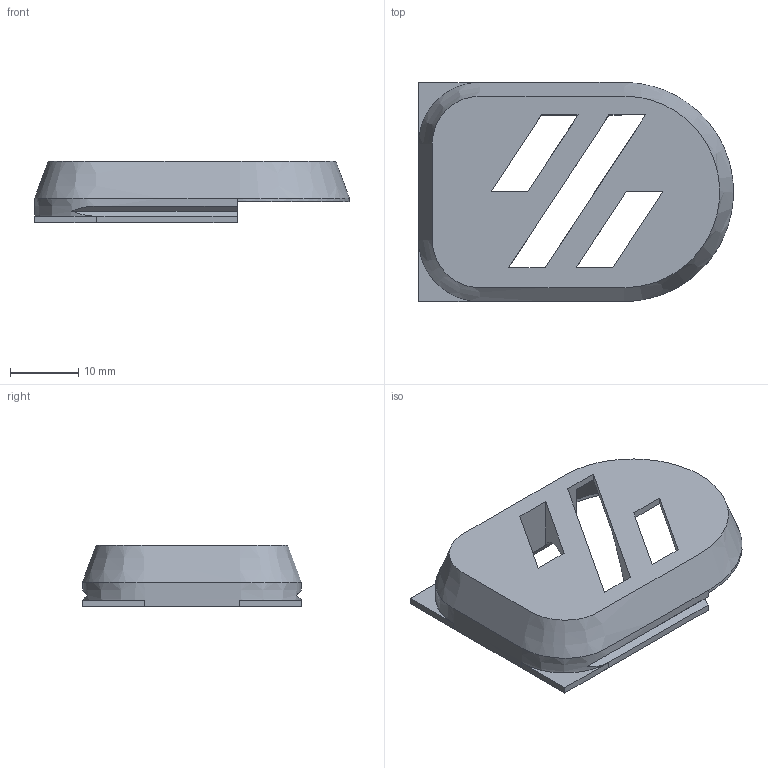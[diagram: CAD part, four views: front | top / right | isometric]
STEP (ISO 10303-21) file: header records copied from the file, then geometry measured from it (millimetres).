
FILE_DESCRIPTION(/* description */ (''),/* implementation_level */ '2;1');
FILE_NAME(/* name */ 'motor cover v3.step',/* time_stamp */ '2022-04-01T16:12:32-07:00',/* author */ (''),/* organization */ (''),/* preprocessor_version */ 'ST-DEVELOPER v18.1',/* originating_system */ 'Autodesk Translation Framework v10.14.0.1471',/* authorisation */ '');
FILE_SCHEMA (('AUTOMOTIVE_DESIGN { 1 0 10303 214 3 1 1 }'));
Length unit declared in the file: millimetre
Products named in the file (1): motor cover
Bounding box: 46 x 32 x 9 mm (x, y, z)
Volume: 4205.3 mm3; surface area: 4403.8 mm2
Topology: 3 solids, 3 shells, 57 faces, 160 edges, 105 vertices
Faces by surface type: plane 35, bspline 18, cylinder 4
Entity records: 3361 total; most frequent: CARTESIAN_POINT 2015, ORIENTED_EDGE 326, DIRECTION 180, EDGE_CURVE 163, VERTEX_POINT 107, LINE 90, VECTOR 90, B_SPLINE_CURVE_WITH_KNOTS 63
